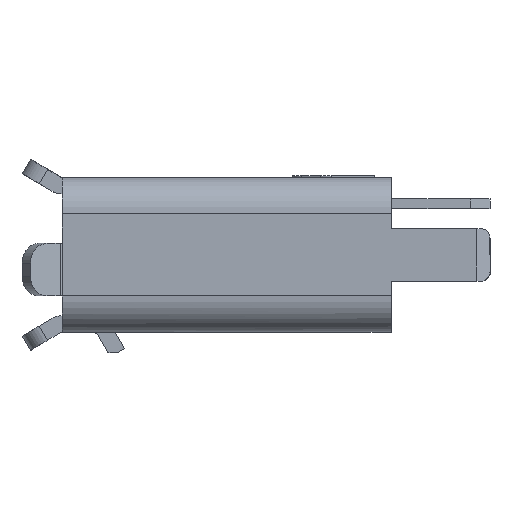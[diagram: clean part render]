
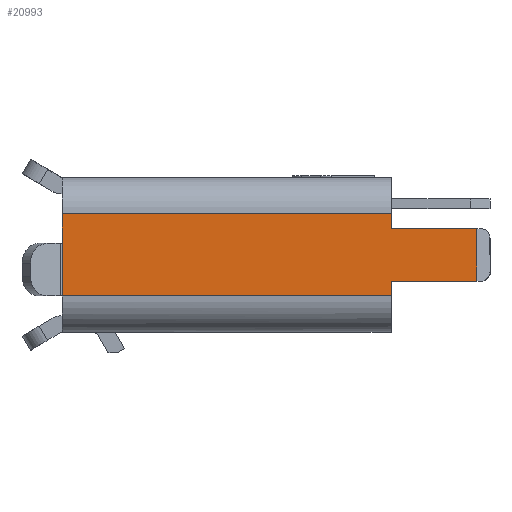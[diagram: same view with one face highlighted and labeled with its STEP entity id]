
A CAD part, left-side view. The second image highlights one B-rep face of the part: STEP entity #20993.
In plain terms, the highlighted face is planar.
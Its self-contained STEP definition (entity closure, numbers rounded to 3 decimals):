
#604 = CARTESIAN_POINT ( 'NONE',  ( 3.7, -0.405, 2.8 ) ) ;
#722 = CARTESIAN_POINT ( 'NONE',  ( 3.7, -0.005, 1.5 ) ) ;
#850 = CARTESIAN_POINT ( 'NONE',  ( 3.7, 0.395, 2.8 ) ) ;
#1162 = LINE ( 'NONE', #12879, #12385 ) ;
#1925 = CARTESIAN_POINT ( 'NONE',  ( 3.7, -0.005, -3.5 ) ) ;
#2670 = LINE ( 'NONE', #722, #13522 ) ;
#2707 = DIRECTION ( 'NONE',  ( 0., 0., -1. ) ) ;
#3438 = CARTESIAN_POINT ( 'NONE',  ( 3.7, -0.63, 1.5 ) ) ;
#3887 = DIRECTION ( 'NONE',  ( 0., 1., 0. ) ) ;
#4021 = VERTEX_POINT ( 'NONE', #3438 ) ;
#4113 = ORIENTED_EDGE ( 'NONE', *, *, #19668, .F. ) ;
#4237 = DIRECTION ( 'NONE',  ( 0., 1., 0. ) ) ;
#5879 = EDGE_CURVE ( 'NONE', #8984, #18617, #9151, .T. ) ;
#5953 = VECTOR ( 'NONE', #2707, 1000. ) ;
#5991 = VERTEX_POINT ( 'NONE', #16384 ) ;
#6013 = ORIENTED_EDGE ( 'NONE', *, *, #21017, .T. ) ;
#6105 = VECTOR ( 'NONE', #10859, 1000. ) ;
#6615 = LINE ( 'NONE', #11757, #8553 ) ;
#6971 = DIRECTION ( 'NONE',  ( 0., -1., 0. ) ) ;
#7947 = DIRECTION ( 'NONE',  ( 0., 0., 1. ) ) ;
#8553 = VECTOR ( 'NONE', #8671, 1000. ) ;
#8671 = DIRECTION ( 'NONE',  ( 0., 1., 0. ) ) ;
#8694 = CARTESIAN_POINT ( 'NONE',  ( 3.7, 0.62, 1.5 ) ) ;
#8984 = VERTEX_POINT ( 'NONE', #11824 ) ;
#9151 = LINE ( 'NONE', #15846, #13563 ) ;
#9194 = DIRECTION ( 'NONE',  ( 0., 0., 1. ) ) ;
#9304 = VERTEX_POINT ( 'NONE', #850 ) ;
#10310 = VERTEX_POINT ( 'NONE', #20960 ) ;
#10859 = DIRECTION ( 'NONE',  ( 0., 0., 1. ) ) ;
#11757 = CARTESIAN_POINT ( 'NONE',  ( 3.7, -0.005, 2.8 ) ) ;
#11824 = CARTESIAN_POINT ( 'NONE',  ( 3.7, 0.395, 1.5 ) ) ;
#11939 = EDGE_CURVE ( 'NONE', #4021, #5991, #2670, .T. ) ;
#12110 = PLANE ( 'NONE',  #13842 ) ;
#12385 = VECTOR ( 'NONE', #7947, 1000. ) ;
#12879 = CARTESIAN_POINT ( 'NONE',  ( 3.7, 0.62, -1. ) ) ;
#13120 = ORIENTED_EDGE ( 'NONE', *, *, #20340, .T. ) ;
#13410 = DIRECTION ( 'NONE',  ( 0., -1., 0. ) ) ;
#13522 = VECTOR ( 'NONE', #3887, 1000. ) ;
#13563 = VECTOR ( 'NONE', #4237, 1000. ) ;
#13842 = AXIS2_PLACEMENT_3D ( 'NONE', #18780, #17133, #15287 ) ;
#13925 = CARTESIAN_POINT ( 'NONE',  ( 3.7, -0.405, -0.35 ) ) ;
#14030 = CARTESIAN_POINT ( 'NONE',  ( 3.7, -0.63, -0.35 ) ) ;
#14322 = CARTESIAN_POINT ( 'NONE',  ( 3.7, 0.395, -0.35 ) ) ;
#14830 = VERTEX_POINT ( 'NONE', #19832 ) ;
#15055 = CARTESIAN_POINT ( 'NONE',  ( 3.7, -0.005, -3.5 ) ) ;
#15287 = DIRECTION ( 'NONE',  ( 0., 1., 0. ) ) ;
#15675 = LINE ( 'NONE', #13925, #21107 ) ;
#15785 = LINE ( 'NONE', #14030, #6105 ) ;
#15787 = EDGE_CURVE ( 'NONE', #14830, #10310, #16692, .T. ) ;
#15846 = CARTESIAN_POINT ( 'NONE',  ( 3.7, -0.005, 1.5 ) ) ;
#15852 = LINE ( 'NONE', #14322, #5953 ) ;
#16226 = CARTESIAN_POINT ( 'NONE',  ( 3.7, -0.63, -3.5 ) ) ;
#16384 = CARTESIAN_POINT ( 'NONE',  ( 3.7, -0.405, 1.5 ) ) ;
#16692 = LINE ( 'NONE', #15055, #18902 ) ;
#16700 = ORIENTED_EDGE ( 'NONE', *, *, #20344, .T. ) ;
#16841 = EDGE_CURVE ( 'NONE', #9304, #8984, #15852, .T. ) ;
#16947 = ORIENTED_EDGE ( 'NONE', *, *, #15787, .T. ) ;
#17133 = DIRECTION ( 'NONE',  ( -1., 0., 0. ) ) ;
#17183 = VERTEX_POINT ( 'NONE', #16226 ) ;
#17760 = EDGE_LOOP ( 'NONE', ( #13120, #18743, #16700, #19785, #19461, #18342, #4113, #16947, #6013 ) ) ;
#18016 = VECTOR ( 'NONE', #6971, 1000. ) ;
#18342 = ORIENTED_EDGE ( 'NONE', *, *, #5879, .T. ) ;
#18617 = VERTEX_POINT ( 'NONE', #8694 ) ;
#18743 = ORIENTED_EDGE ( 'NONE', *, *, #11939, .T. ) ;
#18780 = CARTESIAN_POINT ( 'NONE',  ( 3.7, -0.63, 2.8 ) ) ;
#18902 = VECTOR ( 'NONE', #13410, 1000. ) ;
#19461 = ORIENTED_EDGE ( 'NONE', *, *, #16841, .T. ) ;
#19668 = EDGE_CURVE ( 'NONE', #14830, #18617, #1162, .T. ) ;
#19785 = ORIENTED_EDGE ( 'NONE', *, *, #20225, .T. ) ;
#19832 = CARTESIAN_POINT ( 'NONE',  ( 3.7, 0.62, -3.5 ) ) ;
#19911 = VERTEX_POINT ( 'NONE', #604 ) ;
#20225 = EDGE_CURVE ( 'NONE', #19911, #9304, #6615, .T. ) ;
#20307 = LINE ( 'NONE', #1925, #18016 ) ;
#20340 = EDGE_CURVE ( 'NONE', #17183, #4021, #15785, .T. ) ;
#20344 = EDGE_CURVE ( 'NONE', #5991, #19911, #15675, .T. ) ;
#20515 = FACE_OUTER_BOUND ( 'NONE', #17760, .T. ) ;
#20960 = CARTESIAN_POINT ( 'NONE',  ( 3.7, -0.18, -3.5 ) ) ;
#20993 = ADVANCED_FACE ( 'NONE', ( #20515 ), #12110, .T. ) ;
#21017 = EDGE_CURVE ( 'NONE', #10310, #17183, #20307, .T. ) ;
#21107 = VECTOR ( 'NONE', #9194, 1000. ) ;
